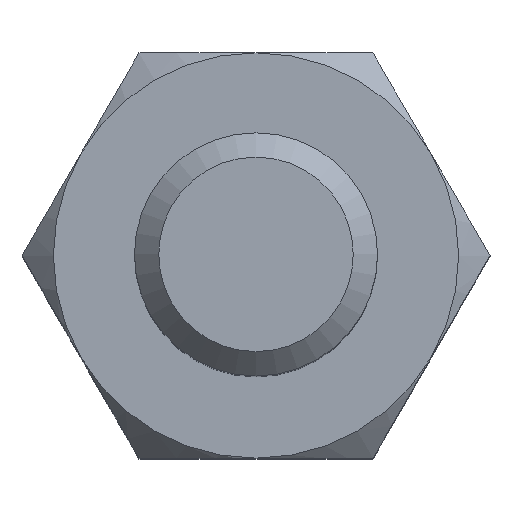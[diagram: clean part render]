
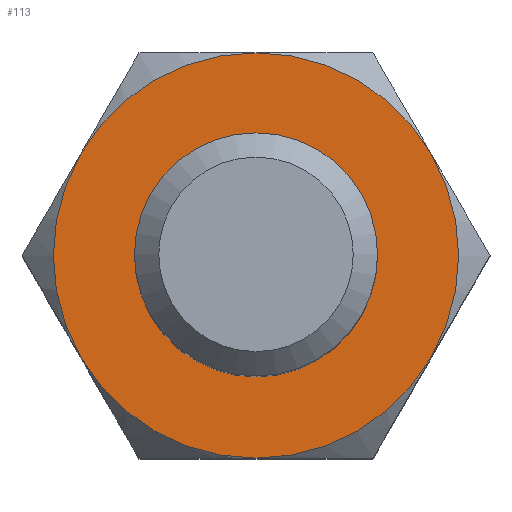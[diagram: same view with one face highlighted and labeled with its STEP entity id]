
A CAD part, top view. The second image highlights one B-rep face of the part: STEP entity #113.
In plain terms, the highlighted planar face has unit normal (0, 0, 1).
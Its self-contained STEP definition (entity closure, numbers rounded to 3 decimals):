
#113 = ADVANCED_FACE( '', ( #231, #232 ), #233, .T. );
#231 = FACE_BOUND( '', #343, .T. );
#232 = FACE_OUTER_BOUND( '', #344, .T. );
#233 = PLANE( '', #345 );
#343 = EDGE_LOOP( '', ( #566 ) );
#344 = EDGE_LOOP( '', ( #567, #568, #569, #570, #571, #572 ) );
#345 = AXIS2_PLACEMENT_3D( '', #573, #574, #575 );
#566 = ORIENTED_EDGE( '', *, *, #584, .T. );
#567 = ORIENTED_EDGE( '', *, *, #655, .F. );
#568 = ORIENTED_EDGE( '', *, *, #646, .F. );
#569 = ORIENTED_EDGE( '', *, *, #648, .F. );
#570 = ORIENTED_EDGE( '', *, *, #664, .T. );
#571 = ORIENTED_EDGE( '', *, *, #638, .F. );
#572 = ORIENTED_EDGE( '', *, *, #612, .F. );
#573 = CARTESIAN_POINT( '', ( 0., 0., 0. ) );
#574 = DIRECTION( '', ( 0., 0., 1. ) );
#575 = DIRECTION( '', ( 1., 0., 0. ) );
#584 = EDGE_CURVE( '', #670, #670, #671, .F. );
#612 = EDGE_CURVE( '', #717, #714, #719, .F. );
#638 = EDGE_CURVE( '', #714, #740, #753, .F. );
#646 = EDGE_CURVE( '', #682, #710, #761, .F. );
#648 = EDGE_CURVE( '', #756, #682, #763, .F. );
#655 = EDGE_CURVE( '', #710, #717, #773, .F. );
#664 = EDGE_CURVE( '', #756, #740, #783, .T. );
#670 = VERTEX_POINT( '', #789 );
#671 = CIRCLE( '', #790, 1.3 );
#682 = VERTEX_POINT( '', #815 );
#710 = VERTEX_POINT( '', #868 );
#714 = VERTEX_POINT( '', #884 );
#717 = VERTEX_POINT( '', #892 );
#719 = CIRCLE( '', #901, 2.5 );
#740 = VERTEX_POINT( '', #956 );
#753 = CIRCLE( '', #1005, 2.5 );
#756 = VERTEX_POINT( '', #1013 );
#761 = CIRCLE( '', #1030, 2.5 );
#763 = CIRCLE( '', #1032, 2.5 );
#773 = CIRCLE( '', #1042, 2.5 );
#783 = CIRCLE( '', #1052, 2.5 );
#789 = CARTESIAN_POINT( '', ( 1.3, 0., 0. ) );
#790 = AXIS2_PLACEMENT_3D( '', #1058, #1059, #1060 );
#815 = CARTESIAN_POINT( '', ( 2.165, 1.25, 0. ) );
#868 = CARTESIAN_POINT( '', ( 2.165, -1.25, 0. ) );
#884 = CARTESIAN_POINT( '', ( -2.165, -1.25, 0. ) );
#892 = CARTESIAN_POINT( '', ( 0., -2.5, 0. ) );
#901 = AXIS2_PLACEMENT_3D( '', #1091, #1092, #1093 );
#956 = CARTESIAN_POINT( '', ( -2.165, 1.25, 0. ) );
#1005 = AXIS2_PLACEMENT_3D( '', #1103, #1104, #1105 );
#1013 = CARTESIAN_POINT( '', ( 0., 2.5, 0. ) );
#1030 = AXIS2_PLACEMENT_3D( '', #1106, #1107, #1108 );
#1032 = AXIS2_PLACEMENT_3D( '', #1109, #1110, #1111 );
#1042 = AXIS2_PLACEMENT_3D( '', #1121, #1122, #1123 );
#1052 = AXIS2_PLACEMENT_3D( '', #1127, #1128, #1129 );
#1058 = CARTESIAN_POINT( '', ( 0., 0., 0. ) );
#1059 = DIRECTION( '', ( 0., 0., 1. ) );
#1060 = DIRECTION( '', ( 1., 0., 0. ) );
#1091 = CARTESIAN_POINT( '', ( 0., 0., 0. ) );
#1092 = DIRECTION( '', ( 0., 0., 1. ) );
#1093 = DIRECTION( '', ( 1., 0., 0. ) );
#1103 = CARTESIAN_POINT( '', ( 0., 0., 0. ) );
#1104 = DIRECTION( '', ( 0., 0., 1. ) );
#1105 = DIRECTION( '', ( 1., 0., 0. ) );
#1106 = CARTESIAN_POINT( '', ( 0., 0., 0. ) );
#1107 = DIRECTION( '', ( 0., 0., 1. ) );
#1108 = DIRECTION( '', ( 1., 0., 0. ) );
#1109 = CARTESIAN_POINT( '', ( 0., 0., 0. ) );
#1110 = DIRECTION( '', ( 0., 0., 1. ) );
#1111 = DIRECTION( '', ( 1., 0., 0. ) );
#1121 = CARTESIAN_POINT( '', ( 0., 0., 0. ) );
#1122 = DIRECTION( '', ( 0., 0., 1. ) );
#1123 = DIRECTION( '', ( 1., 0., 0. ) );
#1127 = CARTESIAN_POINT( '', ( 0., 0., 0. ) );
#1128 = DIRECTION( '', ( 0., 0., 1. ) );
#1129 = DIRECTION( '', ( 1., 0., 0. ) );
